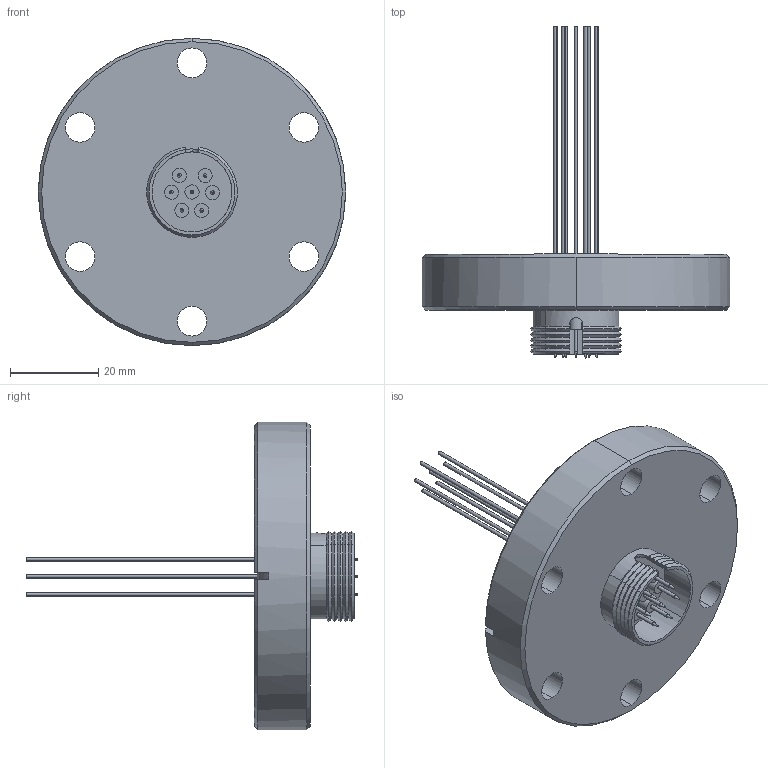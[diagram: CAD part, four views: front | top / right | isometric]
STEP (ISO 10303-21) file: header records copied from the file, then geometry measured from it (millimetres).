
FILE_DESCRIPTION (( 'STEP AP203' ), '1' );
FILE_NAME ('A1620-4-CF.STEP', '2012-11-16T18:29:12', ( '' ), ( '' ), 'SwSTEP 2.0', 'SolidWorks 2012', '' );
FILE_SCHEMA (( 'CONFIG_CONTROL_DESIGN' ));
Length unit declared in the file: inch
Products named in the file (1): A1620-4-CF
Bounding box: 69.85 x 75.44 x 69.85 mm (x, y, z)
Volume: 42641.5 mm3; surface area: 15605.2 mm2
Topology: 1 solids, 8 shells, 248 faces, 551 edges, 349 vertices
Faces by surface type: cylinder 100, cone 79, plane 55, bspline 14
Entity records: 7287 total; most frequent: CARTESIAN_POINT 1531, DIRECTION 1292, ORIENTED_EDGE 1102, AXIS2_PLACEMENT_3D 554, EDGE_CURVE 551, VERTEX_POINT 349, CIRCLE 319, EDGE_LOOP 304
